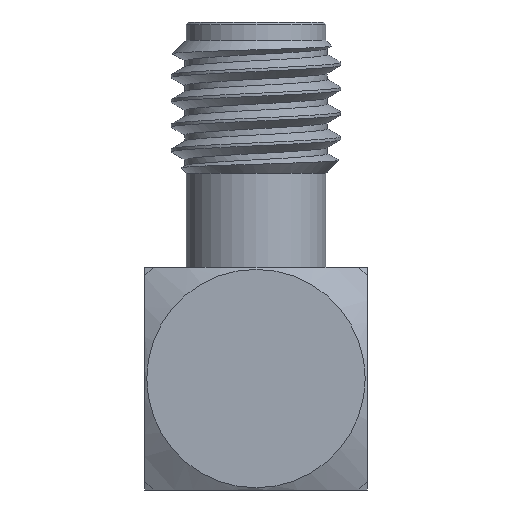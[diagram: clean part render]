
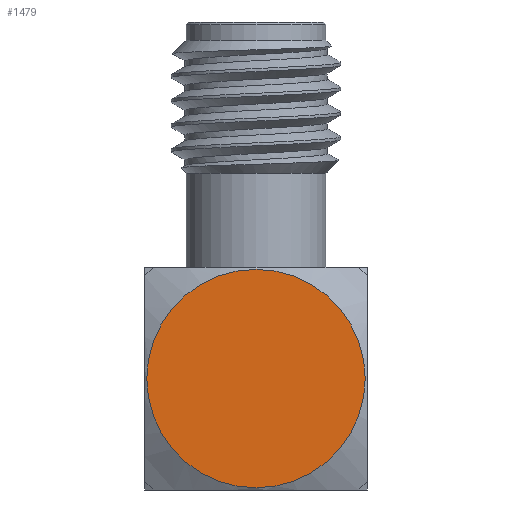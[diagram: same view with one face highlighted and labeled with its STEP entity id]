
A CAD part, left-side view. The second image highlights one B-rep face of the part: STEP entity #1479.
In plain terms, the highlighted planar face has unit normal (-1, 0, 0).
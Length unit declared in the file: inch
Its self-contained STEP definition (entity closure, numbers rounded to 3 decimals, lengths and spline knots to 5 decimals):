
#142 = CARTESIAN_POINT ( 'NONE',  ( -0.125, 0., 0. ) ) ;
#557 = VERTEX_POINT ( 'NONE', #4094 ) ;
#990 = AXIS2_PLACEMENT_3D ( 'NONE', #142, #1417, #4012 ) ;
#1035 = AXIS2_PLACEMENT_3D ( 'NONE', #3905, #4026, #3739 ) ;
#1417 = DIRECTION ( 'NONE',  ( -1., 0., 0. ) ) ;
#1479 = ADVANCED_FACE ( 'NONE', ( #3611 ), #2925, .F. ) ;
#2017 = EDGE_LOOP ( 'NONE', ( #3046 ) ) ;
#2288 = EDGE_CURVE ( 'NONE', #557, #557, #2797, .T. ) ;
#2797 = CIRCLE ( 'NONE', #990, 0.1225 ) ;
#2925 = PLANE ( 'NONE',  #1035 ) ;
#3046 = ORIENTED_EDGE ( 'NONE', *, *, #2288, .T. ) ;
#3611 = FACE_OUTER_BOUND ( 'NONE', #2017, .T. ) ;
#3739 = DIRECTION ( 'NONE',  ( 0., 1., 0. ) ) ;
#3905 = CARTESIAN_POINT ( 'NONE',  ( -0.125, -0.125, 0.125 ) ) ;
#4012 = DIRECTION ( 'NONE',  ( 0., 0., 1. ) ) ;
#4026 = DIRECTION ( 'NONE',  ( 1., 0., 0. ) ) ;
#4094 = CARTESIAN_POINT ( 'NONE',  ( -0.125, 0., 0.1225 ) ) ;
